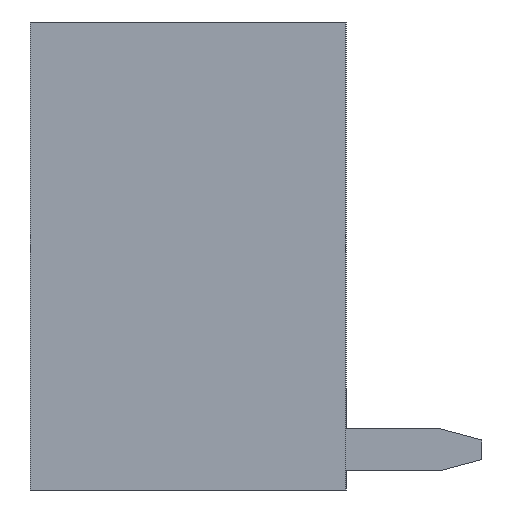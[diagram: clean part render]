
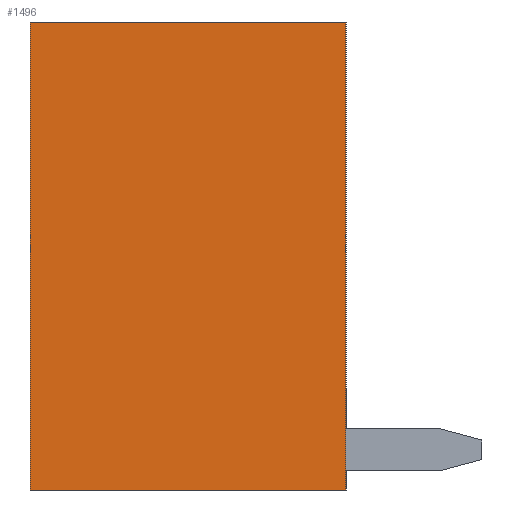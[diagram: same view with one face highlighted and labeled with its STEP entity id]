
A CAD part, left-side view. The second image highlights one B-rep face of the part: STEP entity #1496.
In plain terms, the highlighted planar face has unit normal (-1, 0, 0).
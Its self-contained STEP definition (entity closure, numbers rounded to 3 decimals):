
#1496=ADVANCED_FACE('',(#3012),#3013,.F.);
#3012=FACE_OUTER_BOUND('',#4529,.T.);
#3013=PLANE('',#4530);
#4529=EDGE_LOOP('',(#9340,#9341,#9342,#9343));
#4530=AXIS2_PLACEMENT_3D('',#9344,#9345,#9346);
#9340=ORIENTED_EDGE('',*,*,#9578,.F.);
#9341=ORIENTED_EDGE('',*,*,#9480,.F.);
#9342=ORIENTED_EDGE('',*,*,#10052,.F.);
#9343=ORIENTED_EDGE('',*,*,#9626,.F.);
#9344=CARTESIAN_POINT('',(-0.7,0.0,0.0));
#9345=DIRECTION('',(1.0,0.0,0.0));
#9346=DIRECTION('',(0.0,1.0,-0.0));
#9480=EDGE_CURVE('',#11461,#11463,#11464,.T.);
#9578=EDGE_CURVE('',#11463,#11657,#11658,.T.);
#9626=EDGE_CURVE('',#11657,#11748,#11749,.T.);
#10052=EDGE_CURVE('',#11748,#11461,#12481,.T.);
#11461=VERTEX_POINT('',#14407);
#11463=VERTEX_POINT('',#14410);
#11464=LINE('',#14411,#14412);
#11657=VERTEX_POINT('',#14670);
#11658=LINE('',#14671,#14672);
#11748=VERTEX_POINT('',#14792);
#11749=LINE('',#14793,#14794);
#12481=LINE('',#15985,#15986);
#14407=CARTESIAN_POINT('',(-0.7,7.45,0.0));
#14410=CARTESIAN_POINT('',(-0.7,7.45,11.05));
#14411=CARTESIAN_POINT('',(-0.7,7.45,0.0));
#14412=VECTOR('',#18644,1000.0);
#14670=CARTESIAN_POINT('',(-0.7,0.0,11.05));
#14671=CARTESIAN_POINT('',(-0.7,7.45,11.05));
#14672=VECTOR('',#18803,1000.0);
#14792=CARTESIAN_POINT('',(-0.7,0.0,0.0));
#14793=CARTESIAN_POINT('',(-0.7,0.0,11.05));
#14794=VECTOR('',#18882,1000.0);
#15985=CARTESIAN_POINT('',(-0.7,0.0,0.0));
#15986=VECTOR('',#19381,1000.0);
#18644=DIRECTION('',(0.0,0.0,1.0));
#18803=DIRECTION('',(0.0,-1.0,0.0));
#18882=DIRECTION('',(0.0,0.0,-1.0));
#19381=DIRECTION('',(0.0,1.0,0.0));
